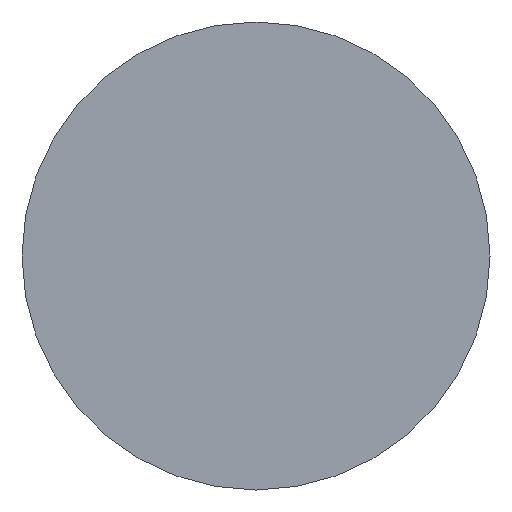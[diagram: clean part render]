
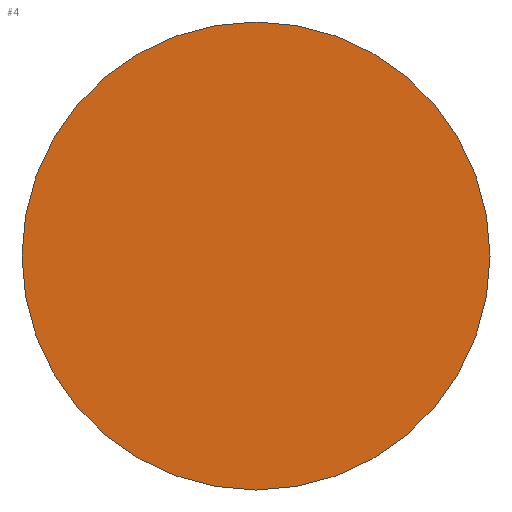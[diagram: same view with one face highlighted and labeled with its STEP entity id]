
A CAD part, left-side view. The second image highlights one B-rep face of the part: STEP entity #4.
In plain terms, the highlighted planar face has unit normal (-1, 0, 0).
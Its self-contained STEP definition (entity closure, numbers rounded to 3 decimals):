
#2 = EDGE_LOOP ( 'NONE', ( #212, #80 ) ) ;
#4 = ADVANCED_FACE ( 'NONE', ( #123 ), #186, .F. ) ;
#11 = DIRECTION ( 'NONE',  ( 1., 0., 0. ) ) ;
#21 = VERTEX_POINT ( 'NONE', #79 ) ;
#22 = AXIS2_PLACEMENT_3D ( 'NONE', #203, #11, #82 ) ;
#26 = CARTESIAN_POINT ( 'NONE',  ( 0., 0., 0. ) ) ;
#48 = EDGE_CURVE ( 'NONE', #74, #21, #209, .T. ) ;
#52 = CARTESIAN_POINT ( 'NONE',  ( 0., 16., 0. ) ) ;
#62 = AXIS2_PLACEMENT_3D ( 'NONE', #117, #65, #120 ) ;
#65 = DIRECTION ( 'NONE',  ( -1., 0., 0. ) ) ;
#74 = VERTEX_POINT ( 'NONE', #52 ) ;
#79 = CARTESIAN_POINT ( 'NONE',  ( 0., -16., 0. ) ) ;
#80 = ORIENTED_EDGE ( 'NONE', *, *, #109, .T. ) ;
#82 = DIRECTION ( 'NONE',  ( 0., 1., 0. ) ) ;
#109 = EDGE_CURVE ( 'NONE', #74, #21, #182, .T. ) ;
#114 = DIRECTION ( 'NONE',  ( 0., 1., 0. ) ) ;
#117 = CARTESIAN_POINT ( 'NONE',  ( 0., 0., 0. ) ) ;
#120 = DIRECTION ( 'NONE',  ( 0., 1., 0. ) ) ;
#123 = FACE_OUTER_BOUND ( 'NONE', #2, .T. ) ;
#142 = AXIS2_PLACEMENT_3D ( 'NONE', #26, #183, #114 ) ;
#182 = CIRCLE ( 'NONE', #62, 16. ) ;
#183 = DIRECTION ( 'NONE',  ( 1., 0., 0. ) ) ;
#186 = PLANE ( 'NONE',  #142 ) ;
#203 = CARTESIAN_POINT ( 'NONE',  ( 0., 0., 0. ) ) ;
#209 = CIRCLE ( 'NONE', #22, 16. ) ;
#212 = ORIENTED_EDGE ( 'NONE', *, *, #48, .F. ) ;
